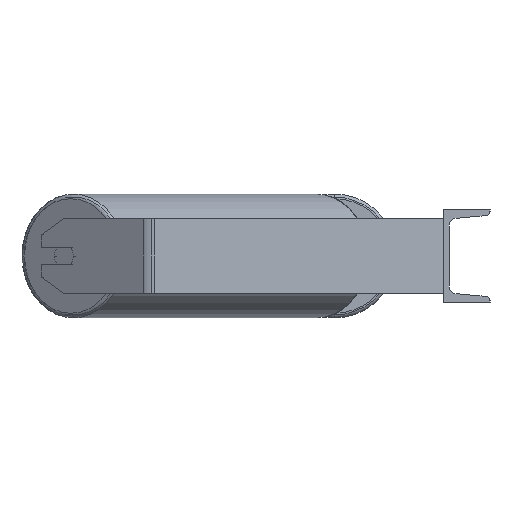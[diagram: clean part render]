
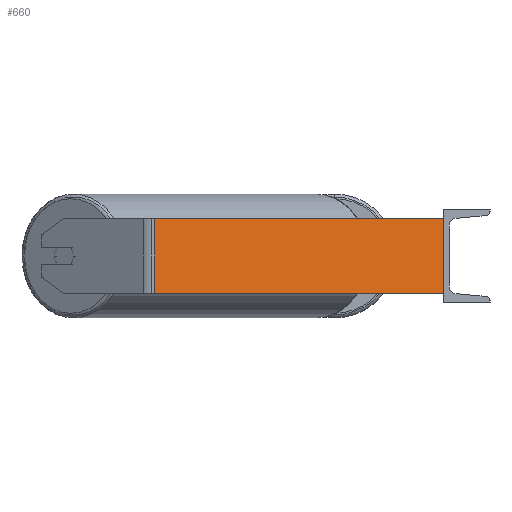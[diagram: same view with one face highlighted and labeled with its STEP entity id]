
A CAD part, left-side view. The second image highlights one B-rep face of the part: STEP entity #660.
In plain terms, the highlighted planar face has unit normal (-0.985, -0.174, 0).
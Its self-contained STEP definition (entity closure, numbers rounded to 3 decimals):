
#542 = DIRECTION ( 'NONE',  ( 0.985, 0.174, 0. ) ) ;
#660 = ADVANCED_FACE ( 'NONE', ( #8265 ), #2799, .F. ) ;
#1231 = LINE ( 'NONE', #4033, #3873 ) ;
#1384 = CARTESIAN_POINT ( 'NONE',  ( -739.708, 310.262, 40. ) ) ;
#1388 = EDGE_LOOP ( 'NONE', ( #3351, #2753, #1566, #8975 ) ) ;
#1465 = DIRECTION ( 'NONE',  ( 0., 0., -1. ) ) ;
#1566 = ORIENTED_EDGE ( 'NONE', *, *, #7890, .F. ) ;
#1743 = CARTESIAN_POINT ( 'NONE',  ( -685., 0., -40. ) ) ;
#2211 = VERTEX_POINT ( 'NONE', #4499 ) ;
#2689 = VECTOR ( 'NONE', #4722, 1000. ) ;
#2753 = ORIENTED_EDGE ( 'NONE', *, *, #6222, .F. ) ;
#2799 = PLANE ( 'NONE',  #5462 ) ;
#3351 = ORIENTED_EDGE ( 'NONE', *, *, #4978, .T. ) ;
#3789 = DIRECTION ( 'NONE',  ( 0., 0., -1. ) ) ;
#3873 = VECTOR ( 'NONE', #8977, 1000. ) ;
#4033 = CARTESIAN_POINT ( 'NONE',  ( -740.858, 316.788, 40. ) ) ;
#4488 = LINE ( 'NONE', #8746, #4614 ) ;
#4499 = CARTESIAN_POINT ( 'NONE',  ( -739.708, 310.262, 40. ) ) ;
#4579 = EDGE_CURVE ( 'NONE', #2211, #8212, #8490, .T. ) ;
#4614 = VECTOR ( 'NONE', #3789, 1000. ) ;
#4722 = DIRECTION ( 'NONE',  ( 0.174, -0.985, 0. ) ) ;
#4978 = EDGE_CURVE ( 'NONE', #8212, #5103, #8105, .T. ) ;
#5103 = VERTEX_POINT ( 'NONE', #1743 ) ;
#5160 = CARTESIAN_POINT ( 'NONE',  ( -739.708, 310.262, -40. ) ) ;
#5462 = AXIS2_PLACEMENT_3D ( 'NONE', #6763, #542, #5526 ) ;
#5526 = DIRECTION ( 'NONE',  ( -0.174, 0.985, 0. ) ) ;
#5819 = VERTEX_POINT ( 'NONE', #5880 ) ;
#5880 = CARTESIAN_POINT ( 'NONE',  ( -685., 0., 40. ) ) ;
#6222 = EDGE_CURVE ( 'NONE', #5819, #5103, #4488, .T. ) ;
#6763 = CARTESIAN_POINT ( 'NONE',  ( -740.858, 316.788, 40. ) ) ;
#7753 = VECTOR ( 'NONE', #1465, 1000. ) ;
#7890 = EDGE_CURVE ( 'NONE', #2211, #5819, #1231, .T. ) ;
#8105 = LINE ( 'NONE', #8935, #2689 ) ;
#8212 = VERTEX_POINT ( 'NONE', #5160 ) ;
#8265 = FACE_OUTER_BOUND ( 'NONE', #1388, .T. ) ;
#8490 = LINE ( 'NONE', #1384, #7753 ) ;
#8746 = CARTESIAN_POINT ( 'NONE',  ( -685., 0., 40. ) ) ;
#8935 = CARTESIAN_POINT ( 'NONE',  ( -740.858, 316.788, -40. ) ) ;
#8975 = ORIENTED_EDGE ( 'NONE', *, *, #4579, .T. ) ;
#8977 = DIRECTION ( 'NONE',  ( 0.174, -0.985, 0. ) ) ;
